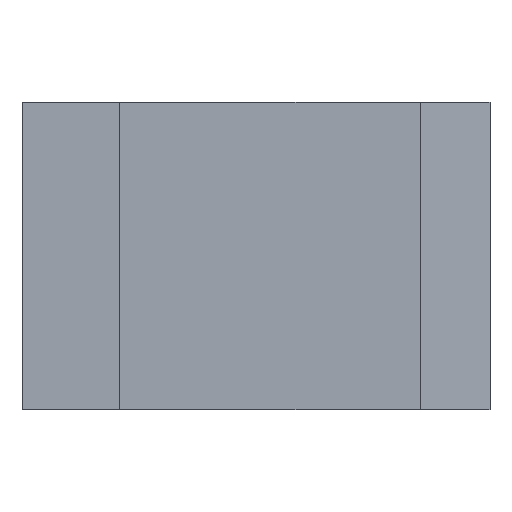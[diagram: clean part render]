
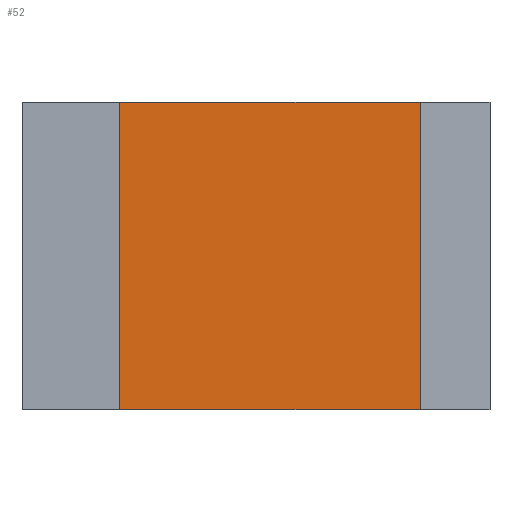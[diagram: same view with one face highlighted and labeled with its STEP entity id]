
A CAD part, left-side view. The second image highlights one B-rep face of the part: STEP entity #52.
In plain terms, the highlighted planar face has unit normal (-1, 0, 0).
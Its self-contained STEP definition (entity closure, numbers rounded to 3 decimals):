
#52 = ADVANCED_FACE( '', ( #115 ), #116, .F. );
#115 = FACE_OUTER_BOUND( '', #192, .T. );
#116 = PLANE( '', #193 );
#192 = EDGE_LOOP( '', ( #277, #278, #279, #280 ) );
#193 = AXIS2_PLACEMENT_3D( '', #281, #282, #283 );
#277 = ORIENTED_EDGE( '', *, *, #442, .T. );
#278 = ORIENTED_EDGE( '', *, *, #443, .F. );
#279 = ORIENTED_EDGE( '', *, *, #444, .F. );
#280 = ORIENTED_EDGE( '', *, *, #445, .T. );
#281 = CARTESIAN_POINT( '', ( -17., 26.5, 22. ) );
#282 = DIRECTION( '', ( 1., 0., 0. ) );
#283 = DIRECTION( '', ( 0., 0., -1. ) );
#442 = EDGE_CURVE( '', #522, #523, #524, .T. );
#443 = EDGE_CURVE( '', #525, #523, #526, .T. );
#444 = EDGE_CURVE( '', #527, #525, #528, .T. );
#445 = EDGE_CURVE( '', #527, #522, #529, .T. );
#522 = VERTEX_POINT( '', #689 );
#523 = VERTEX_POINT( '', #690 );
#524 = LINE( '', #691, #692 );
#525 = VERTEX_POINT( '', #693 );
#526 = LINE( '', #694, #695 );
#527 = VERTEX_POINT( '', #696 );
#528 = LINE( '', #697, #698 );
#529 = LINE( '', #699, #700 );
#689 = CARTESIAN_POINT( '', ( -17., 26.5, 0. ) );
#690 = CARTESIAN_POINT( '', ( -17., 5., 0. ) );
#691 = CARTESIAN_POINT( '', ( -17., 26.5, 0. ) );
#692 = VECTOR( '', #812, 1000. );
#693 = CARTESIAN_POINT( '', ( -17., 5., 22. ) );
#694 = CARTESIAN_POINT( '', ( -17., 5., 22. ) );
#695 = VECTOR( '', #813, 1000. );
#696 = CARTESIAN_POINT( '', ( -17., 26.5, 22. ) );
#697 = CARTESIAN_POINT( '', ( -17., 26.5, 22. ) );
#698 = VECTOR( '', #814, 1000. );
#699 = CARTESIAN_POINT( '', ( -17., 26.5, 22. ) );
#700 = VECTOR( '', #815, 1000. );
#812 = DIRECTION( '', ( 0., -1., 0. ) );
#813 = DIRECTION( '', ( 0., 0., -1. ) );
#814 = DIRECTION( '', ( 0., -1., 0. ) );
#815 = DIRECTION( '', ( 0., 0., -1. ) );
